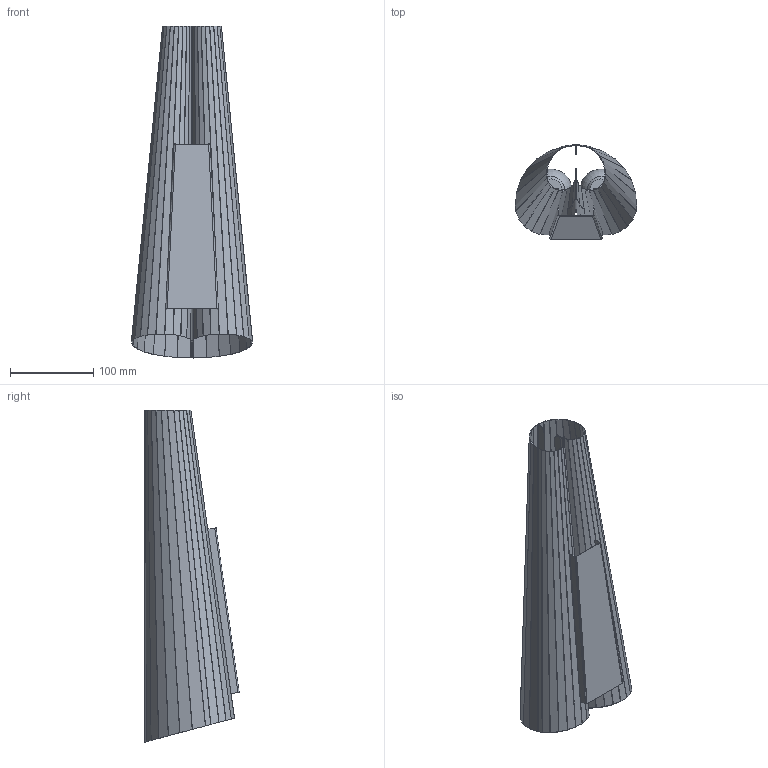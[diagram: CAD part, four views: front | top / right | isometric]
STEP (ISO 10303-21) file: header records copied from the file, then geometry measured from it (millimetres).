
FILE_DESCRIPTION (( 'STEP AP214' ), '1' );
FILE_NAME ('WALL-I-PARETE-FISSO.STEP', '2023-05-03T06:18:08', ( '' ), ( '' ), 'SwSTEP 2.0', 'SolidWorks 2014', '' );
FILE_SCHEMA (( 'AUTOMOTIVE_DESIGN' ));
Length unit declared in the file: millimetre
Products named in the file (13): PTL E14 PLASTICO VS; BC_001_150_CALANDRATO_260223_2; BC_023; BC_001_150_CALANDRATO_260223_1; OSRAM_lampadina_LED_E14_4,8WPAR16dimming; WALL-I-PARETE-FISSO
Assembly tree (7 placements, depth 2):
  PTL E14 PLASTICO VS
  BC_001_150_CALANDRATO_260223_2
  BC_001_150_CALANDRATO_260223_1
  OSRAM_lampadina_LED_E14_4,8WPAR16dimming
  OSRAM_lampadina_LED_E14_4,8WPAR16dimming
Bounding box: 146.11 x 113.61 x 399.84 mm (x, y, z)
Volume: 217533.2 mm3; surface area: 350322.9 mm2
Topology: 7 solids, 7 shells, 476 faces, 968 edges, 512 vertices
Faces by surface type: plane 226, cylinder 128, bspline 106, cone 12, torus 4
Entity records: 13645 total; most frequent: CARTESIAN_POINT 5118, ORIENTED_EDGE 1844, DIRECTION 1468, EDGE_CURVE 922, LINE 632, VECTOR 632, VERTEX_POINT 484, EDGE_LOOP 454
